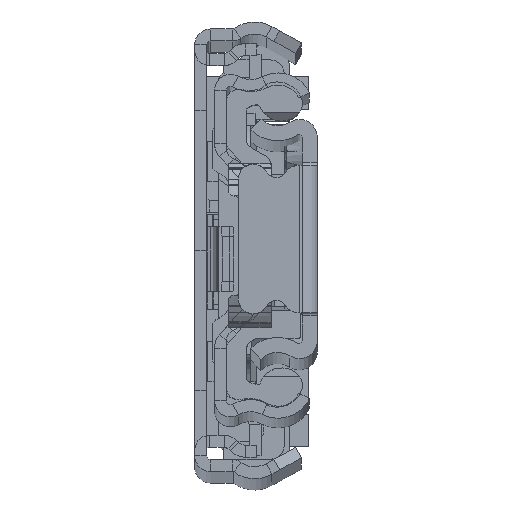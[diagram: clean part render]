
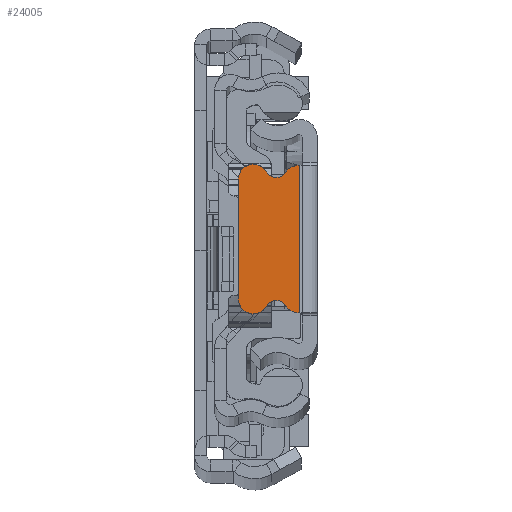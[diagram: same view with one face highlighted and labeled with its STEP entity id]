
A CAD part, top view. The second image highlights one B-rep face of the part: STEP entity #24005.
In plain terms, the highlighted planar face has unit normal (0, 0, 1).
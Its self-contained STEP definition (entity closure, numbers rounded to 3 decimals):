
#179 = EDGE_CURVE ( 'NONE', #13973, #21495, #3390, .T. ) ;
#295 = CARTESIAN_POINT ( 'NONE',  ( -5.109, -6.713, 0. ) ) ;
#491 = LINE ( 'NONE', #27150, #14489 ) ;
#1008 = DIRECTION ( 'NONE',  ( -1., 0., 0. ) ) ;
#1569 = ORIENTED_EDGE ( 'NONE', *, *, #13577, .T. ) ;
#1742 = AXIS2_PLACEMENT_3D ( 'NONE', #5456, #33351, #25489 ) ;
#3390 = CIRCLE ( 'NONE', #18972, 1.5 ) ;
#4081 = CARTESIAN_POINT ( 'NONE',  ( 642.771, 0., 0. ) ) ;
#4126 = DIRECTION ( 'NONE',  ( 1., 0., 0. ) ) ;
#4399 = CARTESIAN_POINT ( 'NONE',  ( -6.429, 6., 0. ) ) ;
#4451 = EDGE_LOOP ( 'NONE', ( #19119, #28862, #9737, #1569, #9884, #20463, #28311, #29521, #12167, #20041 ) ) ;
#4666 = CARTESIAN_POINT ( 'NONE',  ( -1.929, -7.37, 0. ) ) ;
#4829 = DIRECTION ( 'NONE',  ( -1., 0., 0. ) ) ;
#5456 = CARTESIAN_POINT ( 'NONE',  ( -1.929, 5.87, 0. ) ) ;
#5648 = CARTESIAN_POINT ( 'NONE',  ( -7.929, 6., 0. ) ) ;
#6143 = CARTESIAN_POINT ( 'NONE',  ( -3.206, 6.658, 0. ) ) ;
#6312 = VERTEX_POINT ( 'NONE', #14834 ) ;
#6693 = VERTEX_POINT ( 'NONE', #295 ) ;
#6765 = VECTOR ( 'NONE', #4829, 1000. ) ;
#7219 = DIRECTION ( 'NONE',  ( 0., 0., 1. ) ) ;
#7364 = AXIS2_PLACEMENT_3D ( 'NONE', #28009, #23155, #4126 ) ;
#7665 = EDGE_CURVE ( 'NONE', #23086, #21495, #12323, .T. ) ;
#8107 = AXIS2_PLACEMENT_3D ( 'NONE', #21151, #10828, #26879 ) ;
#9463 = PLANE ( 'NONE',  #27998 ) ;
#9619 = EDGE_CURVE ( 'NONE', #6312, #27657, #21292, .T. ) ;
#9737 = ORIENTED_EDGE ( 'NONE', *, *, #25706, .T. ) ;
#9884 = ORIENTED_EDGE ( 'NONE', *, *, #9619, .T. ) ;
#10454 = VERTEX_POINT ( 'NONE', #19406 ) ;
#10828 = DIRECTION ( 'NONE',  ( 0., 0., 1. ) ) ;
#12117 = VERTEX_POINT ( 'NONE', #17606 ) ;
#12167 = ORIENTED_EDGE ( 'NONE', *, *, #179, .T. ) ;
#12323 = LINE ( 'NONE', #28711, #6765 ) ;
#12604 = DIRECTION ( 'NONE',  ( -1., 0., 0. ) ) ;
#12922 = CIRCLE ( 'NONE', #7364, 1.1 ) ;
#13577 = EDGE_CURVE ( 'NONE', #17804, #6312, #12922, .T. ) ;
#13905 = DIRECTION ( 'NONE',  ( 0., -1., 0. ) ) ;
#13973 = VERTEX_POINT ( 'NONE', #29118 ) ;
#14489 = VECTOR ( 'NONE', #13905, 1000. ) ;
#14729 = DIRECTION ( 'NONE',  ( 1., 0., 0. ) ) ;
#14770 = CARTESIAN_POINT ( 'NONE',  ( -4.142, -7.236, 0. ) ) ;
#14834 = CARTESIAN_POINT ( 'NONE',  ( -5.109, 6.713, 0. ) ) ;
#15466 = EDGE_CURVE ( 'NONE', #32201, #23086, #29257, .T. ) ;
#16756 = VECTOR ( 'NONE', #17294, 1000. ) ;
#16775 = CIRCLE ( 'NONE', #1742, 1.5 ) ;
#17162 = EDGE_CURVE ( 'NONE', #12117, #6693, #23165, .T. ) ;
#17209 = CARTESIAN_POINT ( 'NONE',  ( -1.929, -5.87, 0. ) ) ;
#17294 = DIRECTION ( 'NONE',  ( 1., 0., 0. ) ) ;
#17386 = DIRECTION ( 'NONE',  ( 1., 0., 0. ) ) ;
#17606 = CARTESIAN_POINT ( 'NONE',  ( -7.929, -6., 0. ) ) ;
#17804 = VERTEX_POINT ( 'NONE', #6143 ) ;
#17864 = FACE_OUTER_BOUND ( 'NONE', #4451, .T. ) ;
#18282 = DIRECTION ( 'NONE',  ( 0., -1., 0. ) ) ;
#18481 = AXIS2_PLACEMENT_3D ( 'NONE', #4399, #34060, #12604 ) ;
#18972 = AXIS2_PLACEMENT_3D ( 'NONE', #17209, #33434, #17386 ) ;
#19119 = ORIENTED_EDGE ( 'NONE', *, *, #15466, .F. ) ;
#19406 = CARTESIAN_POINT ( 'NONE',  ( -1.929, 7.37, 0. ) ) ;
#20041 = ORIENTED_EDGE ( 'NONE', *, *, #7665, .F. ) ;
#20463 = ORIENTED_EDGE ( 'NONE', *, *, #25051, .T. ) ;
#21151 = CARTESIAN_POINT ( 'NONE',  ( -6.429, -6., 0. ) ) ;
#21292 = CIRCLE ( 'NONE', #18481, 1.5 ) ;
#21495 = VERTEX_POINT ( 'NONE', #4666 ) ;
#22539 = LINE ( 'NONE', #33176, #16756 ) ;
#22785 = DIRECTION ( 'NONE',  ( 0., 0., -1. ) ) ;
#23086 = VERTEX_POINT ( 'NONE', #32144 ) ;
#23155 = DIRECTION ( 'NONE',  ( 0., 0., -1. ) ) ;
#23165 = CIRCLE ( 'NONE', #8107, 1.5 ) ;
#24005 = ADVANCED_FACE ( 'NONE', ( #17864 ), #9463, .T. ) ;
#25051 = EDGE_CURVE ( 'NONE', #27657, #12117, #491, .T. ) ;
#25489 = DIRECTION ( 'NONE',  ( -1., 0., 0. ) ) ;
#25706 = EDGE_CURVE ( 'NONE', #10454, #17804, #16775, .T. ) ;
#26879 = DIRECTION ( 'NONE',  ( 1., 0., 0. ) ) ;
#27082 = AXIS2_PLACEMENT_3D ( 'NONE', #14770, #22785, #1008 ) ;
#27150 = CARTESIAN_POINT ( 'NONE',  ( -7.929, -6., 0. ) ) ;
#27657 = VERTEX_POINT ( 'NONE', #5648 ) ;
#27998 = AXIS2_PLACEMENT_3D ( 'NONE', #4081, #7219, #14729 ) ;
#28009 = CARTESIAN_POINT ( 'NONE',  ( -4.142, 7.236, 0. ) ) ;
#28063 = VECTOR ( 'NONE', #18282, 1000. ) ;
#28311 = ORIENTED_EDGE ( 'NONE', *, *, #17162, .T. ) ;
#28711 = CARTESIAN_POINT ( 'NONE',  ( -1.929, -7.37, 0. ) ) ;
#28862 = ORIENTED_EDGE ( 'NONE', *, *, #31034, .F. ) ;
#29118 = CARTESIAN_POINT ( 'NONE',  ( -3.206, -6.658, 0. ) ) ;
#29257 = LINE ( 'NONE', #32047, #28063 ) ;
#29521 = ORIENTED_EDGE ( 'NONE', *, *, #30601, .T. ) ;
#30601 = EDGE_CURVE ( 'NONE', #6693, #13973, #33218, .T. ) ;
#31034 = EDGE_CURVE ( 'NONE', #10454, #32201, #22539, .T. ) ;
#31994 = CARTESIAN_POINT ( 'NONE',  ( -1.75, 7.37, 0. ) ) ;
#32047 = CARTESIAN_POINT ( 'NONE',  ( -1.75, 0., 0. ) ) ;
#32144 = CARTESIAN_POINT ( 'NONE',  ( -1.75, -7.37, 0. ) ) ;
#32201 = VERTEX_POINT ( 'NONE', #31994 ) ;
#33176 = CARTESIAN_POINT ( 'NONE',  ( -1.929, 7.37, 0. ) ) ;
#33218 = CIRCLE ( 'NONE', #27082, 1.1 ) ;
#33351 = DIRECTION ( 'NONE',  ( 0., 0., 1. ) ) ;
#33434 = DIRECTION ( 'NONE',  ( 0., 0., 1. ) ) ;
#34060 = DIRECTION ( 'NONE',  ( 0., 0., 1. ) ) ;
